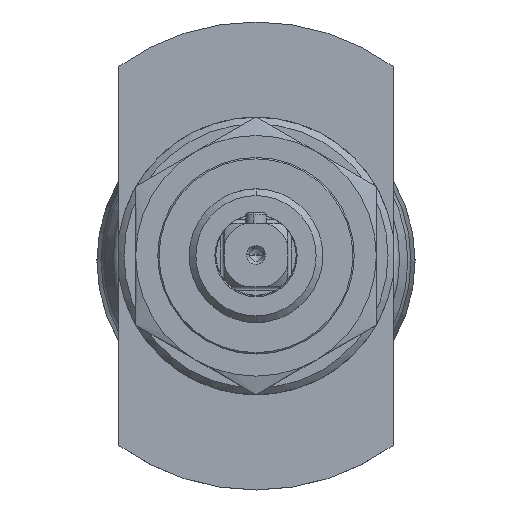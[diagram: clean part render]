
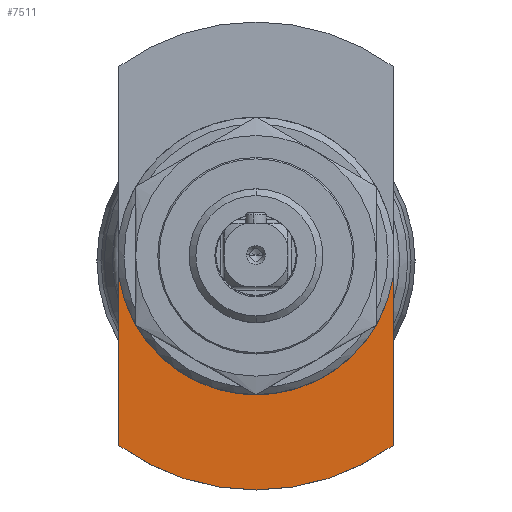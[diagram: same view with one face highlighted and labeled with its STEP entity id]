
A CAD part, top view. The second image highlights one B-rep face of the part: STEP entity #7511.
In plain terms, the highlighted planar face has unit normal (0, 0, 1).
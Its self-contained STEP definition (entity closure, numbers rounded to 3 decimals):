
#1473=CARTESIAN_POINT('',(0.,0.,319.527));
#1474=DIRECTION('',(0.,0.,1.));
#1475=DIRECTION('',(-0.586,-0.811,0.));
#1476=AXIS2_PLACEMENT_3D('',#1473,#1474,#1475);
#1510=DIRECTION('',(0.,-1.,0.));
#1511=VECTOR('',#1510,25.157);
#1512=CARTESIAN_POINT('',(20.5,-3.211,319.527));
#1513=LINE('',#1512,#1511);
#1514=DIRECTION('',(0.,1.,0.));
#1515=VECTOR('',#1514,25.157);
#1516=CARTESIAN_POINT('',(-20.5,-28.368,319.527));
#1517=LINE('',#1516,#1515);
#1518=CARTESIAN_POINT('',(0.,0.,319.527));
#1519=DIRECTION('',(0.,0.,-1.));
#1520=DIRECTION('',(0.988,-0.155,0.));
#1521=AXIS2_PLACEMENT_3D('',#1518,#1519,#1520);
#6204=CARTESIAN_POINT('',(20.5,-28.368,319.527));
#6206=VERTEX_POINT('',#6204);
#6210=CARTESIAN_POINT('',(20.5,-3.211,319.527));
#6211=VERTEX_POINT('',#6210);
#6212=CARTESIAN_POINT('',(-20.5,-28.368,319.527));
#6213=CARTESIAN_POINT('',(-20.5,-3.211,319.527));
#6214=VERTEX_POINT('',#6212);
#6215=VERTEX_POINT('',#6213);
#7499=CARTESIAN_POINT('',(0.,0.,319.527));
#7500=DIRECTION('',(0.,0.,-1.));
#7501=DIRECTION('',(0.,-1.,0.));
#7502=AXIS2_PLACEMENT_3D('',#7499,#7500,#7501);
#7503=PLANE('',#7502);
#7504=ORIENTED_EDGE('',*,*,#7448,.T.);
#7505=ORIENTED_EDGE('',*,*,#7471,.F.);
#7506=ORIENTED_EDGE('',*,*,#7482,.T.);
#7508=ORIENTED_EDGE('',*,*,#7507,.F.);
#7509=EDGE_LOOP('',(#7504,#7505,#7506,#7508));
#7510=FACE_OUTER_BOUND('',#7509,.F.);
#7511=ADVANCED_FACE('',(#7510),#7503,.F.);
#1477=CIRCLE('',#1476,35.);
#1522=CIRCLE('',#1521,20.75);
#7448=EDGE_CURVE('',#6211,#6206,#1513,.T.);
#7471=EDGE_CURVE('',#6214,#6206,#1477,.T.);
#7482=EDGE_CURVE('',#6214,#6215,#1517,.T.);
#7507=EDGE_CURVE('',#6211,#6215,#1522,.T.);
